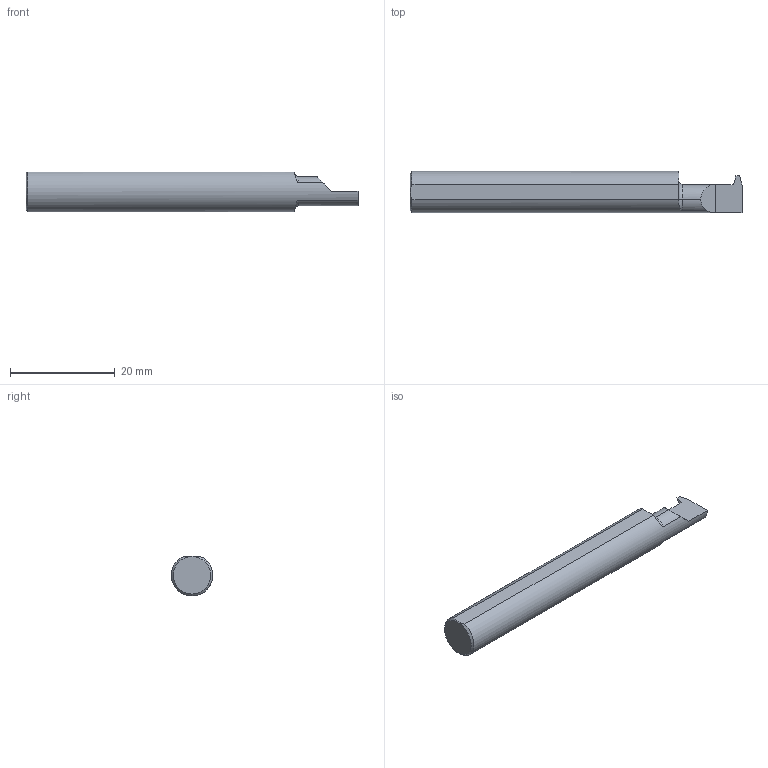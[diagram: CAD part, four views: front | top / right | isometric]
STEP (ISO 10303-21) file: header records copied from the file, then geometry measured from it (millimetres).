
FILE_DESCRIPTION (( 'STEP AP203' ), '1' );
FILE_NAME ('230958-FAT290400-12.STEP', '2024-05-22T18:25:25', ( '' ), ( '' ), 'SwSTEP 2.0', 'SolidWorks 2022', '' );
FILE_SCHEMA (( 'CONFIG_CONTROL_DESIGN' ));
Length unit declared in the file: inch
Products named in the file (1): 230958-FAT290400-12
Bounding box: 63.5 x 7.93 x 7.65 mm (x, y, z)
Volume: 2728.8 mm3; surface area: 1558.7 mm2
Topology: 1 solids, 1 shells, 27 faces, 68 edges, 43 vertices
Faces by surface type: plane 18, cylinder 4, torus 3, cone 2
Entity records: 908 total; most frequent: CARTESIAN_POINT 194, ORIENTED_EDGE 136, DIRECTION 130, EDGE_CURVE 68, AXIS2_PLACEMENT_3D 45, VERTEX_POINT 43, VECTOR 40, LINE 40
